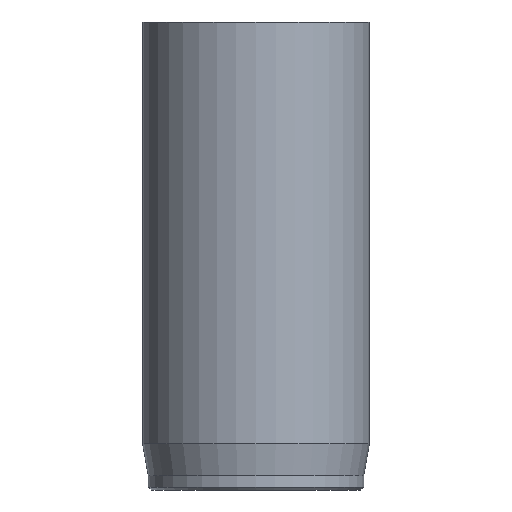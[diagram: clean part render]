
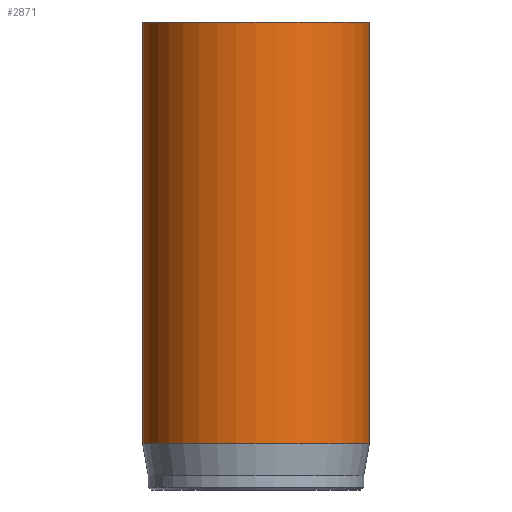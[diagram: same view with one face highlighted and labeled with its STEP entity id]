
A CAD part, front view. The second image highlights one B-rep face of the part: STEP entity #2871.
In plain terms, the highlighted cylindrical face has radius 8 mm (diameter 16 mm), a full revolution.
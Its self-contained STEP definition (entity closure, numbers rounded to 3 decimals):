
#32=CYLINDRICAL_SURFACE('',#3004,8.);
#48=CIRCLE('',#2972,8.);
#64=CIRCLE('',#3002,8.);
#65=CIRCLE('',#3003,8.);
#277=FACE_OUTER_BOUND('',#453,.T.);
#453=EDGE_LOOP('',(#2513,#2514,#2515,#2516,#2517));
#629=LINE('',#5696,#813);
#813=VECTOR('',#3314,8.);
#1287=VERTEX_POINT('',#5636);
#1303=VERTEX_POINT('',#5690);
#1304=VERTEX_POINT('',#5691);
#1689=EDGE_CURVE('',#1287,#1287,#48,.T.);
#1713=EDGE_CURVE('',#1303,#1304,#64,.T.);
#1714=EDGE_CURVE('',#1304,#1303,#65,.T.);
#1716=EDGE_CURVE('',#1287,#1303,#629,.T.);
#2513=ORIENTED_EDGE('',*,*,#1689,.T.);
#2514=ORIENTED_EDGE('',*,*,#1716,.T.);
#2515=ORIENTED_EDGE('',*,*,#1713,.T.);
#2516=ORIENTED_EDGE('',*,*,#1714,.T.);
#2517=ORIENTED_EDGE('',*,*,#1716,.F.);
#2871=ADVANCED_FACE('',(#277),#32,.T.);
#2972=AXIS2_PLACEMENT_3D('',#5637,#3239,#3240);
#3002=AXIS2_PLACEMENT_3D('',#5692,#3307,#3308);
#3003=AXIS2_PLACEMENT_3D('',#5693,#3309,#3310);
#3004=AXIS2_PLACEMENT_3D('',#5695,#3312,#3313);
#3239=DIRECTION('center_axis',(0.,0.,-1.));
#3240=DIRECTION('ref_axis',(-1.,0.,0.));
#3307=DIRECTION('center_axis',(0.,0.,1.));
#3308=DIRECTION('ref_axis',(-1.,0.,0.));
#3309=DIRECTION('center_axis',(0.,0.,1.));
#3310=DIRECTION('ref_axis',(-1.,0.,0.));
#3312=DIRECTION('center_axis',(0.,0.,1.));
#3313=DIRECTION('ref_axis',(-1.,0.,0.));
#3314=DIRECTION('',(0.,0.,-1.));
#5636=CARTESIAN_POINT('',(8.,0.,33.));
#5637=CARTESIAN_POINT('Origin',(0.,0.,33.));
#5690=CARTESIAN_POINT('',(8.,0.,3.269));
#5691=CARTESIAN_POINT('',(-8.,0.,3.269));
#5692=CARTESIAN_POINT('Origin',(0.,0.,3.269));
#5693=CARTESIAN_POINT('Origin',(0.,0.,3.269));
#5695=CARTESIAN_POINT('Origin',(0.,0.,0.));
#5696=CARTESIAN_POINT('',(8.,0.,0.));
